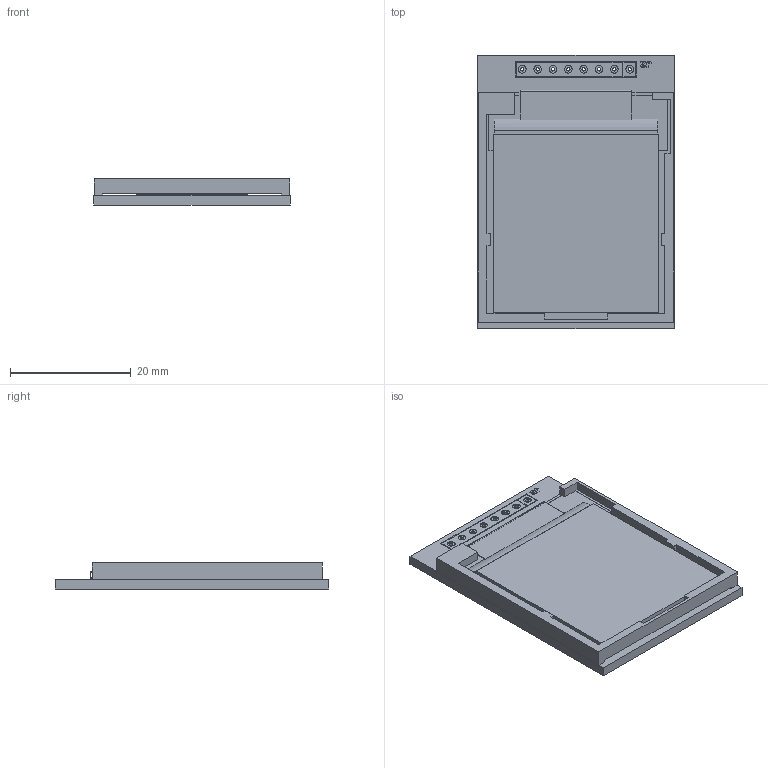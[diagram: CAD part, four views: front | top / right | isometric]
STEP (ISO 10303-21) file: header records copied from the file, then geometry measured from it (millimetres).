
FILE_DESCRIPTION(/* description */ ('Unknown'),/* implementation_level */ '2;1');
FILE_NAME(/* name */ '1.44in SPI LCD Module - No Glass',/* time_stamp */ '2018-10-29T16:34:23-04:00',/* author */ ('Unknown'),/* organization */ ('Unknown'),/* preprocessor_version */ 'ST-DEVELOPER v16.7',/* originating_system */ 'DEX',/* authorisation */ $);
FILE_SCHEMA (('AUTOMOTIVE_DESIGN {1 0 10303 214 3 1 1}'));
Length unit declared in the file: millimetre
Products named in the file (1): 1.44in SPI LCD Module - No Glass
Bounding box: 32.49 x 45.24 x 4.32 mm (x, y, z)
Volume: 4619.5 mm3; surface area: 6281.6 mm2
Topology: 1 solids, 21 shells, 648 faces, 1596 edges, 1062 vertices
Faces by surface type: plane 510, bspline 117, cylinder 21
Full cylindrical faces by diameter (mm): 0.559 x8, 1.27 x8
Entity records: 28905 total; most frequent: CARTESIAN_POINT 11070, ORIENTED_EDGE 3140, DIRECTION 1806, EDGE_CURVE 1570, VERTEX_POINT 1062, B_SPLINE_CURVE_WITH_KNOTS 872, EDGE_LOOP 776, FACE_BOUND 776
